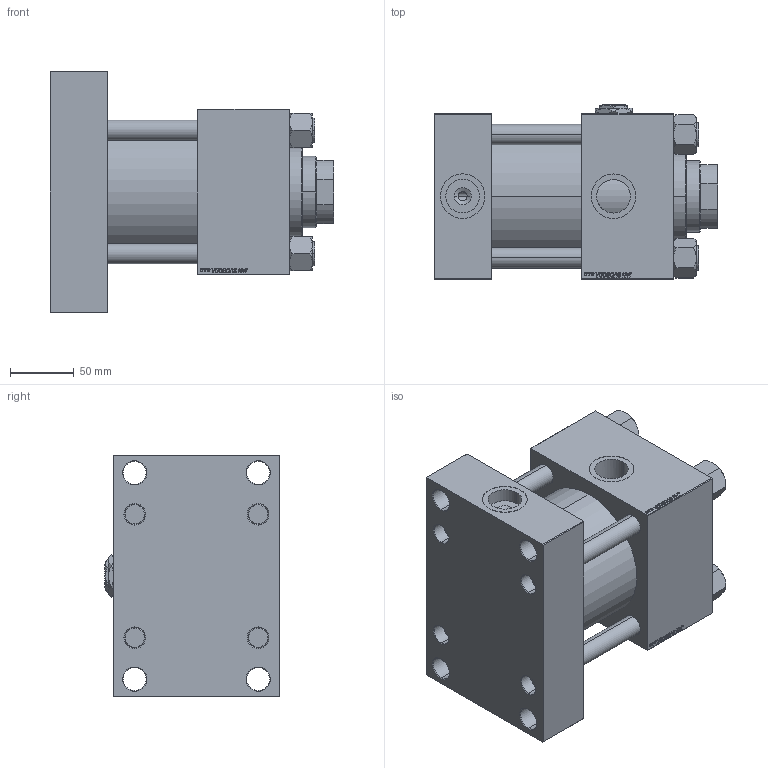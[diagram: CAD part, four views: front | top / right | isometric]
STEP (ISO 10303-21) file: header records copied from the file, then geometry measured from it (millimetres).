
FILE_DESCRIPTION (( 'STEP AP203' ), '1' );
FILE_NAME ('d420.STEP', '2023-08-26T15:13:00', ( '' ), ( '' ), 'SwSTEP 2.0', 'SolidWorks 2019', '' );
FILE_SCHEMA (( 'CONFIG_CONTROL_DESIGN' ));
Length unit declared in the file: millimetre
Products named in the file (7): V215CR_TYCINKA_E 545bb822e1b06712570145af67dd6376; NUT_M5_E 545bb822e1b06712570145af67dd6376; V215CR_E_Body 545bb822e1b06712570145af67dd6376; d420; V215_VC_A 545bb822e1b06712570145af67dd6376; Zatka_pro_OIL_PORT 545bb822e1b06712570145af67dd6376; V215CR_VCP_E 545bb822e1b06712570145af67dd6376
Assembly tree (12 placements, depth 2):
  d420
    V215CR_E_Body 545bb822e1b06712570145af67dd6376
    V215CR_VCP_E 545bb822e1b06712570145af67dd6376
    V215CR_TYCINKA_E 545bb822e1b06712570145af67dd6376  x4
    NUT_M5_E 545bb822e1b06712570145af67dd6376  x4
    V215_VC_A 545bb822e1b06712570145af67dd6376
    Zatka_pro_OIL_PORT 545bb822e1b06712570145af67dd6376
Bounding box: 223 x 137 x 190 mm (x, y, z)
Volume: 2784446.2 mm3; surface area: 380357.6 mm2
Topology: 12 solids, 12 shells, 1231 faces, 3126 edges, 2027 vertices
Faces by surface type: plane 569, bspline 392, cone 172, cylinder 90, torus 8
Entity records: 52259 total; most frequent: CARTESIAN_POINT 27826, ORIENTED_EDGE 5516, DIRECTION 3548, EDGE_CURVE 2758, VERTEX_POINT 1805, LINE 1614, VECTOR 1614, EDGE_LOOP 1213
